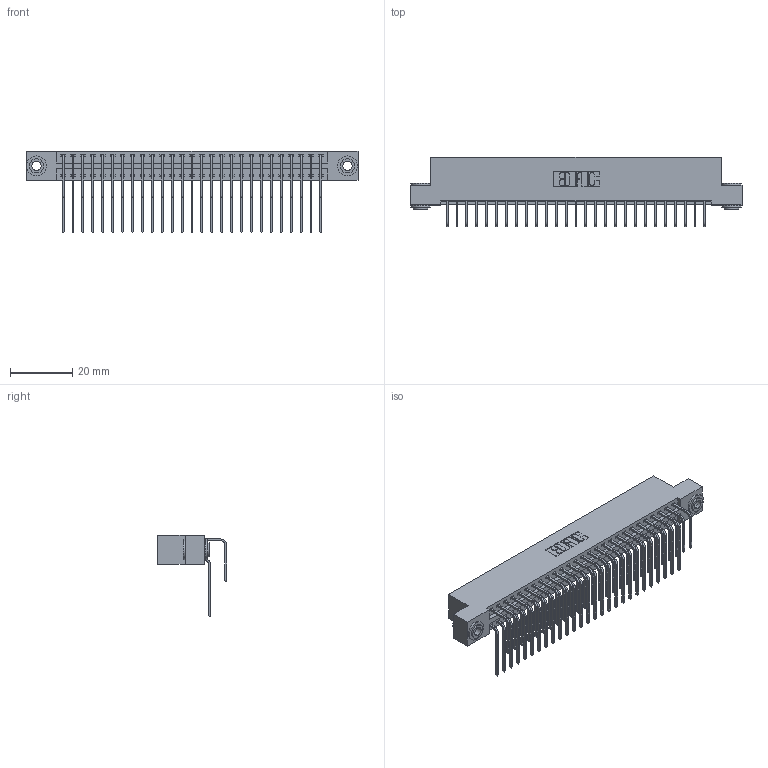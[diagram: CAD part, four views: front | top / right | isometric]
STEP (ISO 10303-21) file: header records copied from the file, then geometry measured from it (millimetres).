
FILE_DESCRIPTION (( 'STEP AP203' ), '1' );
FILE_NAME ('346-054-558-203.STEP', '2022-05-21T04:11:14', ( '' ), ( '' ), 'SwSTEP 2.0', 'SolidWorks 2020', '' );
FILE_SCHEMA (( 'CONFIG_CONTROL_DESIGN' ));
Length unit declared in the file: inch
Products named in the file (5): 345-292-001_558 Tail - 2; 346 Part_Flush Mounting Lugs - 0.156 Dia-TH; 345-292-001_558 559 Tail - 1; 345-250-002_345-250-002-102; 346-054-558-203
Assembly tree (57 placements, depth 2):
  346-054-558-203
    346 Part_Flush Mounting Lugs - 0.156 Dia-TH
    345-292-001_558 559 Tail - 1  x27
    345-292-001_558 Tail - 2  x27
    345-250-002_345-250-002-102  x2
Bounding box: 106.3 x 22.16 x 26.16 mm (x, y, z)
Volume: 10561.8 mm3; surface area: 16025.3 mm2
Topology: 57 solids, 57 shells, 3090 faces, 9135 edges, 6014 vertices
Faces by surface type: plane 2098, cylinder 984, cone 8
Entity records: 22490 total; most frequent: CARTESIAN_POINT 3760, ORIENTED_EDGE 3634, DIRECTION 3367, EDGE_CURVE 1817, LINE 1513, VECTOR 1513, VERTEX_POINT 1206, AXIS2_PLACEMENT_3D 927
